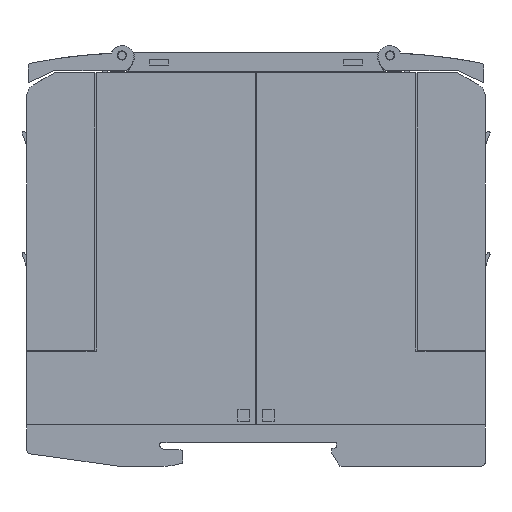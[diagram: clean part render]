
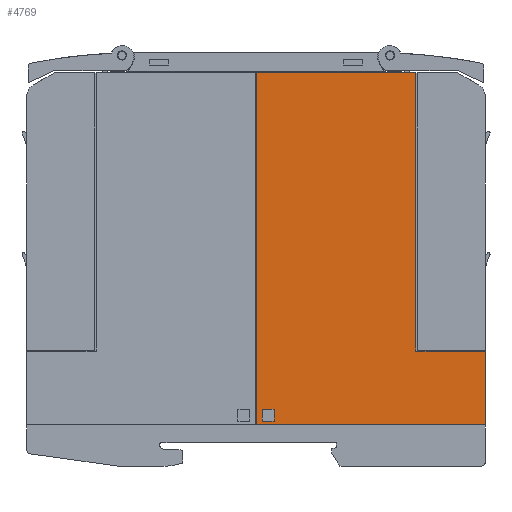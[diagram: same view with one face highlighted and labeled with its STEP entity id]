
A CAD part, left-side view. The second image highlights one B-rep face of the part: STEP entity #4769.
In plain terms, the highlighted planar face has unit normal (-1, 0, 0).
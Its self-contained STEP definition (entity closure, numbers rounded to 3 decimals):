
#4769=ADVANCED_FACE('',(#9718,#9719),#9720,.T.);
#9718=FACE_OUTER_BOUND('',#14737,.T.);
#9719=FACE_BOUND('',#14738,.T.);
#9720=PLANE('',#14739);
#14737=EDGE_LOOP('',(#29933,#29934,#29935,#29936,#29937,#29938));
#14738=EDGE_LOOP('',(#29939,#29940,#29941,#29942));
#14739=AXIS2_PLACEMENT_3D('',#29943,#29944,#29945);
#29933=ORIENTED_EDGE('',*,*,#31160,.T.);
#29934=ORIENTED_EDGE('',*,*,#36557,.T.);
#29935=ORIENTED_EDGE('',*,*,#36565,.T.);
#29936=ORIENTED_EDGE('',*,*,#36545,.F.);
#29937=ORIENTED_EDGE('',*,*,#36566,.T.);
#29938=ORIENTED_EDGE('',*,*,#36561,.T.);
#29939=ORIENTED_EDGE('',*,*,#36555,.T.);
#29940=ORIENTED_EDGE('',*,*,#36531,.T.);
#29941=ORIENTED_EDGE('',*,*,#36539,.T.);
#29942=ORIENTED_EDGE('',*,*,#36552,.T.);
#29943=CARTESIAN_POINT('',(0.0,25.98,9.001));
#29944=DIRECTION('',(-1.0,0.0,0.0));
#29945=DIRECTION('',(0.0,1.0,0.0));
#31160=EDGE_CURVE('',#37674,#37678,#37680,.T.);
#36531=EDGE_CURVE('',#45650,#45648,#45651,.T.);
#36539=EDGE_CURVE('',#45648,#45659,#45661,.T.);
#36545=EDGE_CURVE('',#45670,#45672,#45673,.T.);
#36552=EDGE_CURVE('',#45659,#45682,#45684,.T.);
#36555=EDGE_CURVE('',#45682,#45650,#45687,.T.);
#36557=EDGE_CURVE('',#37678,#45689,#45690,.T.);
#36561=EDGE_CURVE('',#45695,#37674,#45696,.T.);
#36565=EDGE_CURVE('',#45689,#45672,#45701,.T.);
#36566=EDGE_CURVE('',#45670,#45695,#45702,.T.);
#37674=VERTEX_POINT('',#47398);
#37678=VERTEX_POINT('',#47404);
#37680=LINE('',#47407,#47408);
#45648=VERTEX_POINT('',#59243);
#45650=VERTEX_POINT('',#59246);
#45651=LINE('',#59247,#59248);
#45659=VERTEX_POINT('',#59260);
#45661=LINE('',#59263,#59264);
#45670=VERTEX_POINT('',#59276);
#45672=VERTEX_POINT('',#59279);
#45673=LINE('',#59280,#59281);
#45682=VERTEX_POINT('',#59294);
#45684=LINE('',#59297,#59298);
#45687=LINE('',#59302,#59303);
#45689=VERTEX_POINT('',#59305);
#45690=LINE('',#59306,#59307);
#45695=VERTEX_POINT('',#59314);
#45696=LINE('',#59315,#59316);
#45701=LINE('',#59323,#59324);
#45702=LINE('',#59325,#59326);
#47398=CARTESIAN_POINT('',(0.0,1.03,25.101));
#47404=CARTESIAN_POINT('',(0.0,16.13,25.101));
#47407=CARTESIAN_POINT('',(0.0,17.255,25.101));
#47408=VECTOR('',#60351,1.0);
#59243=CARTESIAN_POINT('',(0.0,47.03,12.401));
#59246=CARTESIAN_POINT('',(0.0,49.63,12.401));
#59247=CARTESIAN_POINT('',(0.0,37.155,12.401));
#59248=VECTOR('',#65234,1.0);
#59260=CARTESIAN_POINT('',(0.0,47.03,9.801));
#59263=CARTESIAN_POINT('',(0.0,47.03,10.051));
#59264=VECTOR('',#65240,1.0);
#59276=CARTESIAN_POINT('',(0.0,50.93,9.001));
#59279=CARTESIAN_POINT('',(0.0,50.93,85.801));
#59280=CARTESIAN_POINT('',(0.0,50.93,9.001));
#59281=VECTOR('',#65245,1.0);
#59294=CARTESIAN_POINT('',(0.0,49.63,9.801));
#59297=CARTESIAN_POINT('',(0.0,37.155,9.801));
#59298=VECTOR('',#65251,1.0);
#59302=CARTESIAN_POINT('',(0.0,49.63,10.051));
#59303=VECTOR('',#65253,1.0);
#59305=CARTESIAN_POINT('',(0.0,16.13,85.801));
#59306=CARTESIAN_POINT('',(0.0,16.13,32.226));
#59307=VECTOR('',#65254,1.0);
#59314=CARTESIAN_POINT('',(0.0,1.03,9.001));
#59315=CARTESIAN_POINT('',(0.0,1.03,9.001));
#59316=VECTOR('',#65257,1.0);
#59323=CARTESIAN_POINT('',(0.0,50.93,85.801));
#59324=VECTOR('',#65260,1.0);
#59325=CARTESIAN_POINT('',(0.0,50.93,9.001));
#59326=VECTOR('',#65261,1.0);
#60351=DIRECTION('',(0.0,1.0,0.0));
#65234=DIRECTION('',(0.0,-1.0,0.0));
#65240=DIRECTION('',(0.0,0.0,-1.0));
#65245=DIRECTION('',(0.0,0.0,1.0));
#65251=DIRECTION('',(0.0,1.0,0.0));
#65253=DIRECTION('',(0.0,-0.0,1.0));
#65254=DIRECTION('',(0.0,-0.0,1.0));
#65257=DIRECTION('',(0.0,0.0,1.0));
#65260=DIRECTION('',(0.0,1.0,0.0));
#65261=DIRECTION('',(0.0,-1.0,0.0));
